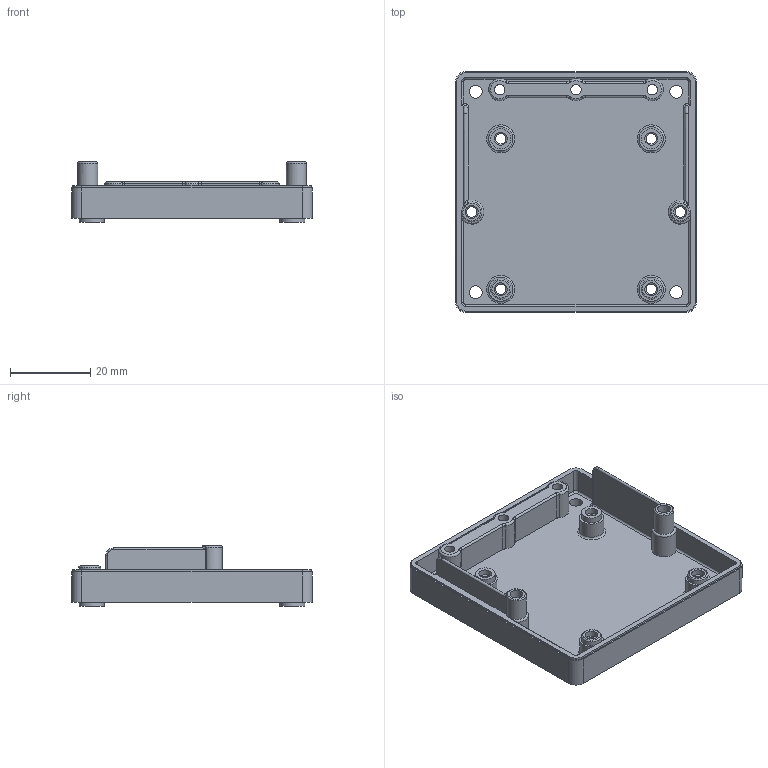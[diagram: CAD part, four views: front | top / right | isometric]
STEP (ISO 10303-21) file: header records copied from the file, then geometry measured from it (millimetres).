
FILE_DESCRIPTION(/* description */ (''),/* implementation_level */ '2;1');
FILE_NAME(/* name */ 'L298N Motor Driver_Body.stp',/* time_stamp */ '2020-03-30T14:45:47+02:00',/* author */ (''),/* organization */ (''),/* preprocessor_version */ 'ST-DEVELOPER v16',/* originating_system */ 'SIEMENS PLM Software NX 11.0',/* authorisation */ '');
FILE_SCHEMA (('AUTOMOTIVE_DESIGN { 1 0 10303 214 3 1 1 1 }'));
Length unit declared in the file: millimetre
Products named in the file (1): aj0560B220zv1c
Bounding box: 60 x 60 x 15 mm (x, y, z)
Volume: 10363.6 mm3; surface area: 13164.4 mm2
Topology: 1 solids, 1 shells, 168 faces, 413 edges, 257 vertices
Faces by surface type: cylinder 81, plane 43, torus 26, bspline 8, cone 6, sphere 4
Full cylindrical faces by diameter (mm): 2.6 x9, 3.2 x10, 5 x4, 6 x4, 6.2 x4
Entity records: 5063 total; most frequent: CARTESIAN_POINT 1213, DIRECTION 859, ORIENTED_EDGE 698, AXIS2_PLACEMENT_3D 370, EDGE_CURVE 349, EDGE_LOOP 251, VERTEX_POINT 240, CIRCLE 209
